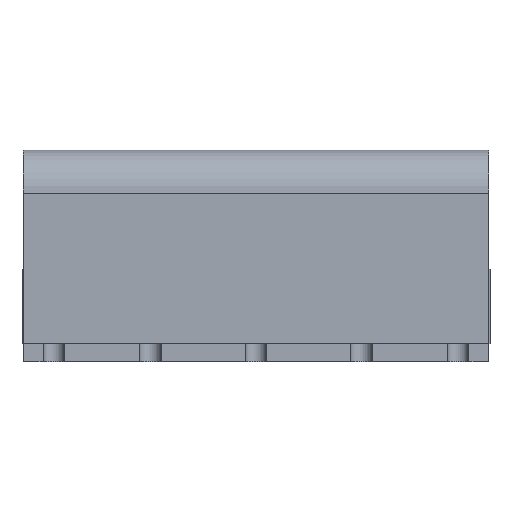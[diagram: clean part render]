
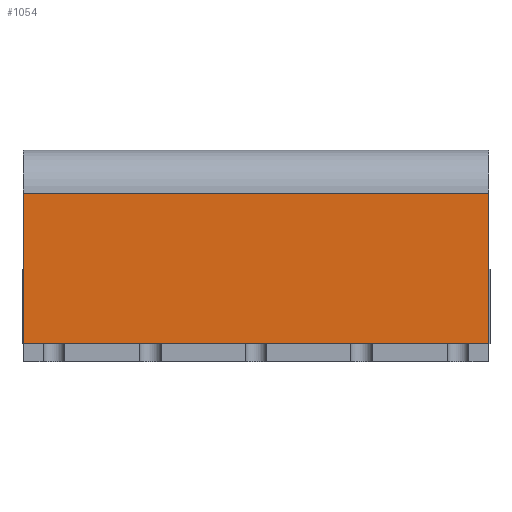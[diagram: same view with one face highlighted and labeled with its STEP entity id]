
A CAD part, front view. The second image highlights one B-rep face of the part: STEP entity #1054.
In plain terms, the highlighted planar face has unit normal (0, -1, 0).
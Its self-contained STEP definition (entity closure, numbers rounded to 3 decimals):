
#1054=ADVANCED_FACE('',(#3889),#3891,.F.);
#3889=FACE_BOUND('',#3890,.T.);
#3890=EDGE_LOOP('',(#7219,#7220,#7221,#7222,#7223,#7224,#7225,#7226,#7227,#7228,
#7229,#7230));
#3891=PLANE('',#3892);
#3892=AXIS2_PLACEMENT_3D('',#3893,#3894,#3895);
#3893=CARTESIAN_POINT('',(0.,-2.4,2.7));
#3894=DIRECTION('',(0.,1.,0.));
#3895=DIRECTION('',(0.,0.,1.));
#7219=ORIENTED_EDGE('',*,*,#8620,.F.);
#7220=ORIENTED_EDGE('',*,*,#8623,.T.);
#7221=ORIENTED_EDGE('',*,*,#8567,.T.);
#7222=ORIENTED_EDGE('',*,*,#8626,.F.);
#7223=ORIENTED_EDGE('',*,*,#8627,.F.);
#7224=ORIENTED_EDGE('',*,*,#8628,.T.);
#7225=ORIENTED_EDGE('',*,*,#8563,.T.);
#7226=ORIENTED_EDGE('',*,*,#8629,.F.);
#7227=ORIENTED_EDGE('',*,*,#8630,.F.);
#7228=ORIENTED_EDGE('',*,*,#8631,.T.);
#7229=ORIENTED_EDGE('',*,*,#8561,.T.);
#7230=ORIENTED_EDGE('',*,*,#8624,.T.);
#8561=EDGE_CURVE('',#9703,#9707,#9709,.T.);
#8563=EDGE_CURVE('',#9713,#9710,#9714,.T.);
#8567=EDGE_CURVE('',#9721,#9718,#9722,.T.);
#8620=EDGE_CURVE('',#9805,#9799,#9808,.T.);
#8623=EDGE_CURVE('',#9805,#9721,#9811,.T.);
#8624=EDGE_CURVE('',#9707,#9799,#9812,.T.);
#8626=EDGE_CURVE('',#9814,#9718,#9815,.T.);
#8627=EDGE_CURVE('',#9816,#9814,#9817,.T.);
#8628=EDGE_CURVE('',#9816,#9713,#9818,.T.);
#8629=EDGE_CURVE('',#9819,#9710,#9820,.T.);
#8630=EDGE_CURVE('',#9821,#9819,#9822,.T.);
#8631=EDGE_CURVE('',#9821,#9703,#9823,.T.);
#9703=VERTEX_POINT('',#13222);
#9707=VERTEX_POINT('',#13230);
#9709=LINE('',#13234,#13235);
#9710=VERTEX_POINT('',#13237);
#9713=VERTEX_POINT('',#13242);
#9714=LINE('',#13243,#13244);
#9718=VERTEX_POINT('',#13253);
#9721=VERTEX_POINT('',#13258);
#9722=LINE('',#13259,#13260);
#9799=VERTEX_POINT('',#13434);
#9805=VERTEX_POINT('',#13451);
#9808=LINE('',#13459,#13460);
#9811=LINE('',#13468,#13469);
#9812=LINE('',#13471,#13472);
#9814=VERTEX_POINT('',#13477);
#9815=LINE('',#13478,#13479);
#9816=VERTEX_POINT('',#13481);
#9817=LINE('',#13482,#13483);
#9818=LINE('',#13485,#13486);
#9819=VERTEX_POINT('',#13488);
#9820=LINE('',#13489,#13490);
#9821=VERTEX_POINT('',#13492);
#9822=LINE('',#13493,#13494);
#9823=LINE('',#13496,#13497);
#13222=CARTESIAN_POINT('',(2.3,-2.4,0.));
#13230=CARTESIAN_POINT('',(3.25,-2.4,0.));
#13234=CARTESIAN_POINT('',(2.3,-2.4,0.));
#13235=VECTOR('',#13236,1.);
#13236=DIRECTION('',(1.,0.,0.));
#13237=CARTESIAN_POINT('',(2.,-2.4,0.));
#13242=CARTESIAN_POINT('',(-2.,-2.4,0.));
#13243=CARTESIAN_POINT('',(-2.,-2.4,0.));
#13244=VECTOR('',#13245,1.);
#13245=DIRECTION('',(1.,0.,0.));
#13253=CARTESIAN_POINT('',(-2.3,-2.4,0.));
#13258=CARTESIAN_POINT('',(-3.25,-2.4,0.));
#13259=CARTESIAN_POINT('',(-3.25,-2.4,0.));
#13260=VECTOR('',#13261,1.);
#13261=DIRECTION('',(1.,0.,0.));
#13434=CARTESIAN_POINT('',(3.25,-2.4,2.1));
#13451=CARTESIAN_POINT('',(-3.25,-2.4,2.1));
#13459=CARTESIAN_POINT('',(-3.25,-2.4,2.1));
#13460=VECTOR('',#13461,1.);
#13461=DIRECTION('',(1.,0.,0.));
#13468=CARTESIAN_POINT('',(-3.25,-2.4,2.1));
#13469=VECTOR('',#13470,1.);
#13470=DIRECTION('',(0.,0.,-1.));
#13471=CARTESIAN_POINT('',(3.25,-2.4,0.));
#13472=VECTOR('',#13473,1.);
#13473=DIRECTION('',(0.,0.,1.));
#13477=CARTESIAN_POINT('',(-2.3,-2.4,-0.2));
#13478=CARTESIAN_POINT('',(-2.3,-2.4,-0.2));
#13479=VECTOR('',#13480,1.);
#13480=DIRECTION('',(0.,0.,1.));
#13481=CARTESIAN_POINT('',(-2.,-2.4,-0.2));
#13482=CARTESIAN_POINT('',(-2.,-2.4,-0.2));
#13483=VECTOR('',#13484,1.);
#13484=DIRECTION('',(-1.,0.,0.));
#13485=CARTESIAN_POINT('',(-2.,-2.4,-0.2));
#13486=VECTOR('',#13487,1.);
#13487=DIRECTION('',(0.,0.,1.));
#13488=CARTESIAN_POINT('',(2.,-2.4,-0.2));
#13489=CARTESIAN_POINT('',(2.,-2.4,-0.2));
#13490=VECTOR('',#13491,1.);
#13491=DIRECTION('',(0.,0.,1.));
#13492=CARTESIAN_POINT('',(2.3,-2.4,-0.2));
#13493=CARTESIAN_POINT('',(2.3,-2.4,-0.2));
#13494=VECTOR('',#13495,1.);
#13495=DIRECTION('',(-1.,0.,0.));
#13496=CARTESIAN_POINT('',(2.3,-2.4,-0.2));
#13497=VECTOR('',#13498,1.);
#13498=DIRECTION('',(0.,0.,1.));
